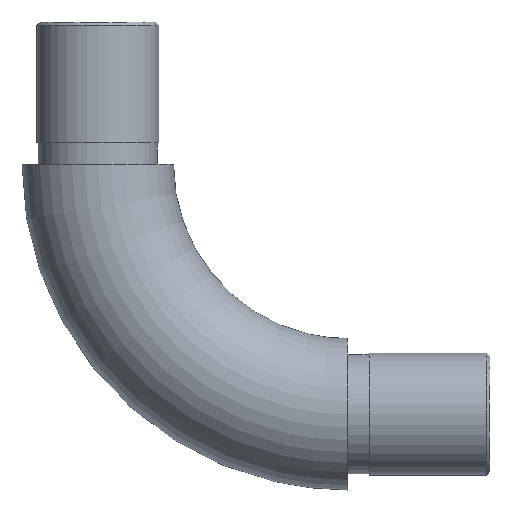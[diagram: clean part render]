
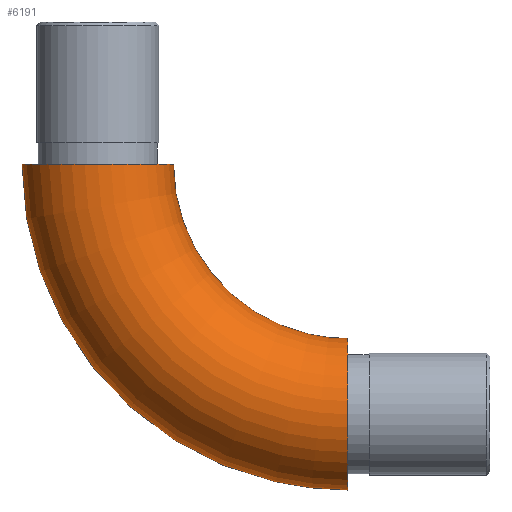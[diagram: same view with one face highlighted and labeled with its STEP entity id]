
A CAD part, left-side view. The second image highlights one B-rep face of the part: STEP entity #6191.
In plain terms, the highlighted toroidal (fillet/blend) face has major radius 35.15 mm and minor radius 10.65 mm.
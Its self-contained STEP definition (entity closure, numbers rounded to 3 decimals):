
#367 = EDGE_CURVE ( 'NONE', #9327, #9327, #9104, .T. ) ;
#540 = ORIENTED_EDGE ( 'NONE', *, *, #9462, .T. ) ;
#728 = DIRECTION ( 'NONE',  ( 0., 0., 1. ) ) ;
#823 = ORIENTED_EDGE ( 'NONE', *, *, #367, .F. ) ;
#1932 = AXIS2_PLACEMENT_3D ( 'NONE', #9878, #5102, #3002 ) ;
#2001 = CARTESIAN_POINT ( 'NONE',  ( 0., 0., 21.3 ) ) ;
#2927 = EDGE_LOOP ( 'NONE', ( #540 ) ) ;
#3002 = DIRECTION ( 'NONE',  ( 0., 0., 1. ) ) ;
#5049 = CIRCLE ( 'NONE', #10344, 10.65 ) ;
#5102 = DIRECTION ( 'NONE',  ( -1., 0., 0. ) ) ;
#5300 = DIRECTION ( 'NONE',  ( 0., -1., 0. ) ) ;
#5563 = TOROIDAL_SURFACE ( 'NONE', #1932, 35.15, 10.65 ) ;
#6191 = ADVANCED_FACE ( 'NONE', ( #8792, #10758 ), #5563, .T. ) ;
#7292 = CARTESIAN_POINT ( 'NONE',  ( 0., 0., 10.65 ) ) ;
#7650 = VERTEX_POINT ( 'NONE', #2001 ) ;
#8792 = FACE_OUTER_BOUND ( 'NONE', #10911, .T. ) ;
#9104 = CIRCLE ( 'NONE', #9924, 10.65 ) ;
#9327 = VERTEX_POINT ( 'NONE', #9998 ) ;
#9462 = EDGE_CURVE ( 'NONE', #7650, #7650, #5049, .T. ) ;
#9556 = DIRECTION ( 'NONE',  ( 0., 1., 0. ) ) ;
#9878 = CARTESIAN_POINT ( 'NONE',  ( 0., 0., 45.8 ) ) ;
#9924 = AXIS2_PLACEMENT_3D ( 'NONE', #12080, #10047, #5300 ) ;
#9998 = CARTESIAN_POINT ( 'NONE',  ( 0., 24.5, 45.8 ) ) ;
#10047 = DIRECTION ( 'NONE',  ( 0., 0., 1. ) ) ;
#10344 = AXIS2_PLACEMENT_3D ( 'NONE', #7292, #9556, #728 ) ;
#10758 = FACE_OUTER_BOUND ( 'NONE', #2927, .T. ) ;
#10911 = EDGE_LOOP ( 'NONE', ( #823 ) ) ;
#12080 = CARTESIAN_POINT ( 'NONE',  ( 0., 35.15, 45.8 ) ) ;
